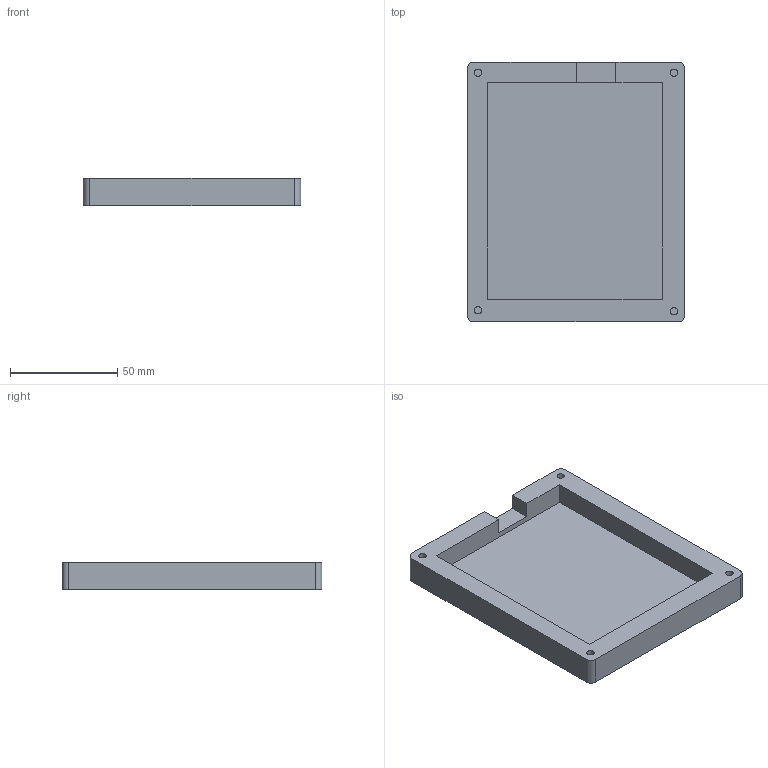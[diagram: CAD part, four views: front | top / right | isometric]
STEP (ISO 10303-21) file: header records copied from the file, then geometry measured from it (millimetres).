
FILE_DESCRIPTION(/* description */ (''),/* implementation_level */ '2;1');
FILE_NAME(/* name */ 'Bottom.step',/* time_stamp */ '2026-02-07T19:15:09-06:00',/* author */ (''),/* organization */ (''),/* preprocessor_version */ 'ST-DEVELOPER v20.1',/* originating_system */ 'Autodesk Translation Framework v14.21.0.0',/* authorisation */ '');
FILE_SCHEMA (('AUTOMOTIVE_DESIGN { 1 0 10303 214 3 1 1 }'));
Length unit declared in the file: millimetre
Products named in the file (2): 2025-12-17-23-35-39-652; 2025-12-10-00-46-04-240
Assembly tree (1 placements, depth 2):
  2025-12-17-23-35-39-652
    2025-12-10-00-46-04-240
Bounding box: 101.19 x 121.1 x 13 mm (x, y, z)
Volume: 75281.8 mm3; surface area: 34499 mm2
Topology: 5 solids, 5 shells, 42 faces, 84 edges, 56 vertices
Faces by surface type: plane 26, cylinder 16
Full cylindrical faces by diameter (mm): 3.4 x8, 6 x4
Entity records: 1172 total; most frequent: DIRECTION 206, CARTESIAN_POINT 185, ORIENTED_EDGE 168, EDGE_CURVE 84, AXIS2_PLACEMENT_3D 77, VERTEX_POINT 56, EDGE_LOOP 54, LINE 52
